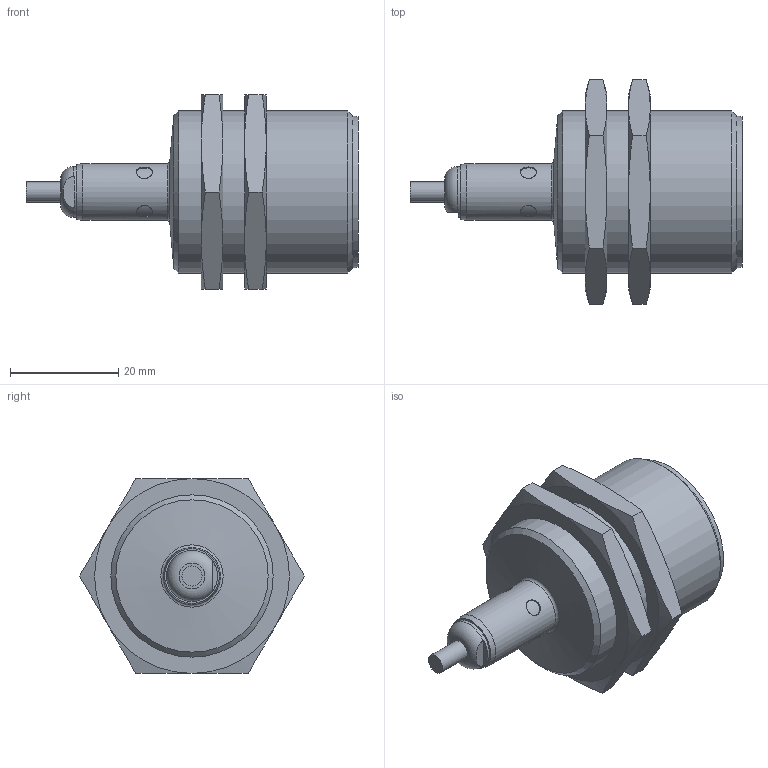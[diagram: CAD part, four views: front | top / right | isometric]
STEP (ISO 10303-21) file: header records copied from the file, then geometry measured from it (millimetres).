
FILE_DESCRIPTION( ( 'STEP AP203' ), '1' );
FILE_NAME( 'SICK IME30-15BPSZW2K-Order no.1041031.stp', '2018-12-20T15:44:03', ( '' ), ( '' ), ' ', 'PARTsolutions', ' ' );
FILE_SCHEMA( ( 'CONFIG_CONTROL_DESIGN' ) );
Length unit declared in the file: millimetre
Products named in the file (3): SICK IME30-15BPSZW2K-Order no.1041031; _SICK IME30-15BPSZW2K-Bestell-Nr.10410311; _SICK Mutter M30x1.5
Assembly tree (3 placements, depth 2):
  SICK IME30-15BPSZW2K-Order no.1041031
    _SICK IME30-15BPSZW2K-Bestell-Nr.10410311
    _SICK Mutter M30x1.5  x2
Bounding box: 61.37 x 41.57 x 36 mm (x, y, z)
Volume: 29813.3 mm3; surface area: 8735.5 mm2
Topology: 3 solids, 3 shells, 72 faces, 142 edges, 83 vertices
Faces by surface type: cone 33, plane 23, cylinder 14, torus 2
Full cylindrical faces by diameter (mm): 3 x4, 3.7 x1, 9.4 x1, 10.5 x1, 26.211 x2, 30 x1
Entity records: 1737 total; most frequent: CARTESIAN_POINT 752, DIRECTION 179, ORIENTED_EDGE 148, AXIS2_PLACEMENT_3D 85, EDGE_LOOP 76, EDGE_CURVE 74, FACE_OUTER_BOUND 60, VERTEX_POINT 54
